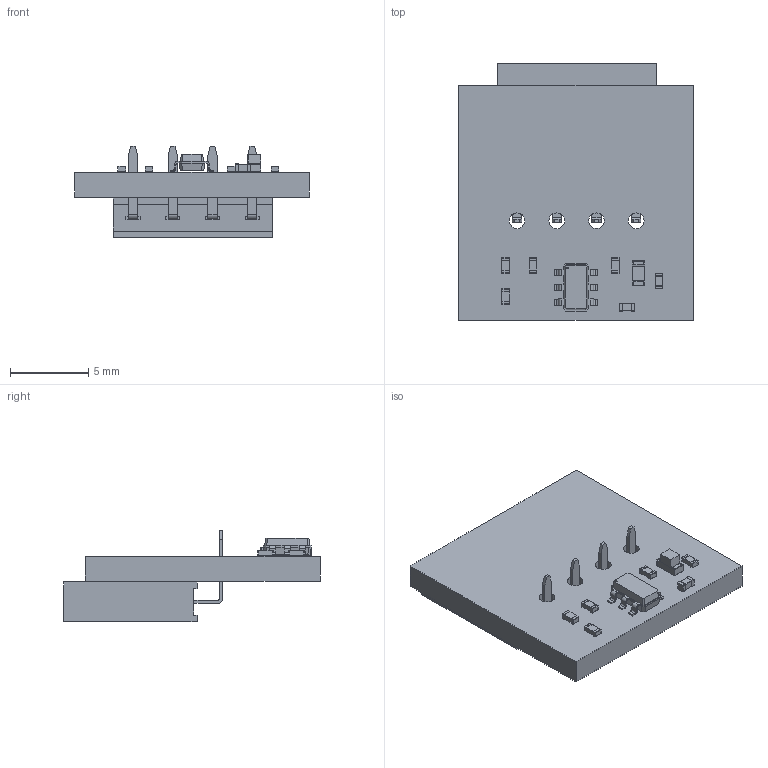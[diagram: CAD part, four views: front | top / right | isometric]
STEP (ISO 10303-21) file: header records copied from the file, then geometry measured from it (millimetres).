
FILE_DESCRIPTION(('KiCad electronic assembly'),'2;1');
FILE_NAME('TrackRing-reverse_header.step','2024-11-20T18:16:28',( 'Pcbnew'),('Kicad'),'Open CASCADE STEP processor 7.6', 'KiCad to STEP converter','Unknown');
FILE_SCHEMA(('AUTOMOTIVE_DESIGN { 1 0 10303 214 1 1 1 1 }'));
Length unit declared in the file: millimetre
Products named in the file (12): TrackRing-reverse_header 1; R_0402_1005Metric; SOLID; C_0402_1005Metric; LED_0603_1608Metric; TSOP-6_1.65x3.05mm_P0.95mm; PinSocket_1x04_P2.54mm_Horizontal; PCB
Assembly tree (15 placements, depth 3):
  TrackRing-reverse_header 1
    R_0402_1005Metric  x5
      SOLID
    C_0402_1005Metric
      SOLID
    LED_0603_1608Metric
      SOLID
    TSOP-6_1.65x3.05mm_P0.95mm
      SOLID
    PinSocket_1x04_P2.54mm_Horizontal
      SOLID
    PCB
Bounding box: 15 x 16.38 x 5.84 mm (x, y, z)
Volume: 565.5 mm3; surface area: 989.3 mm2
Topology: 10 solids, 10 shells, 494 faces, 1282 edges, 824 vertices
Faces by surface type: plane 367, cylinder 97, bspline 30
Full cylindrical faces by diameter (mm): 0.1 x1, 1 x4
Entity records: 28110 total; most frequent: CARTESIAN_POINT 4928, DIRECTION 3751, LINE 2677, VECTOR 2677, ORIENTED_EDGE 2020, PCURVE 2020, DEFINITIONAL_REPRESENTATION 2020, EDGE_CURVE 1010
